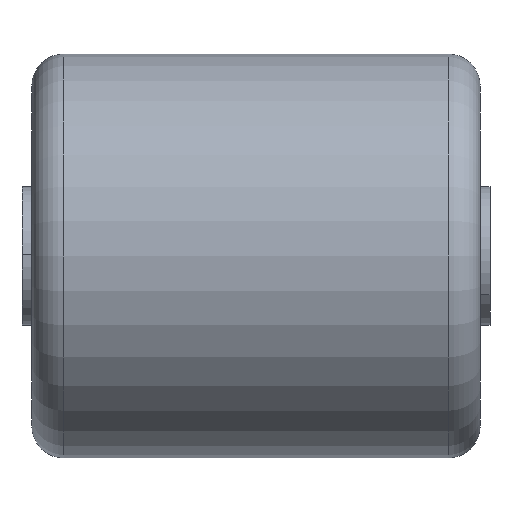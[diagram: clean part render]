
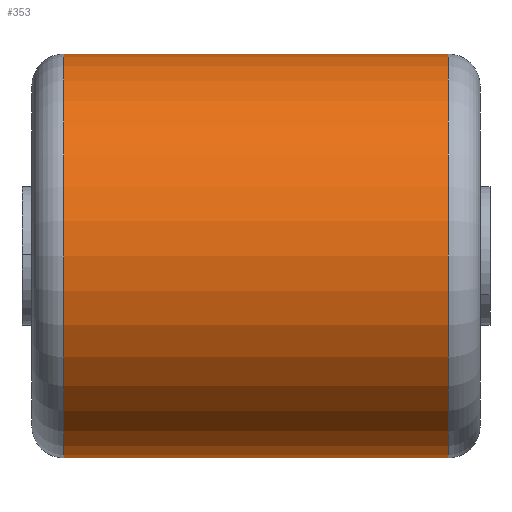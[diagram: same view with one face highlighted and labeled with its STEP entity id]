
A CAD part, front view. The second image highlights one B-rep face of the part: STEP entity #353.
In plain terms, the highlighted cylindrical face has radius 41 mm (diameter 82 mm), a partial arc.
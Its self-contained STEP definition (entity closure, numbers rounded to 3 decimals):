
#112 = CIRCLE ( 'NONE', #3705, 41. ) ;
#165 = DIRECTION ( 'NONE',  ( 0., 0., 1. ) ) ;
#334 = LINE ( 'NONE', #5402, #2777 ) ;
#353 = ADVANCED_FACE ( 'NONE', ( #4452 ), #5258, .T. ) ;
#371 = DIRECTION ( 'NONE',  ( -1., 0., 0. ) ) ;
#523 = ORIENTED_EDGE ( 'NONE', *, *, #2690, .T. ) ;
#624 = DIRECTION ( 'NONE',  ( 0., 0., -1. ) ) ;
#654 = CARTESIAN_POINT ( 'NONE',  ( -39., 0., 291.987 ) ) ;
#726 = VERTEX_POINT ( 'NONE', #3170 ) ;
#918 = VERTEX_POINT ( 'NONE', #3021 ) ;
#927 = CARTESIAN_POINT ( 'NONE',  ( -57.637, 0., 291.987 ) ) ;
#1135 = VERTEX_POINT ( 'NONE', #5193 ) ;
#1397 = EDGE_CURVE ( 'NONE', #1135, #3020, #334, .T. ) ;
#1576 = AXIS2_PLACEMENT_3D ( 'NONE', #927, #2656, #165 ) ;
#1696 = ORIENTED_EDGE ( 'NONE', *, *, #2588, .T. ) ;
#1877 = CARTESIAN_POINT ( 'NONE',  ( -39., 0., 332.987 ) ) ;
#1960 = DIRECTION ( 'NONE',  ( -1., 0., 0. ) ) ;
#1979 = LINE ( 'NONE', #3777, #3875 ) ;
#2362 = ORIENTED_EDGE ( 'NONE', *, *, #1397, .T. ) ;
#2541 = EDGE_CURVE ( 'NONE', #726, #918, #1979, .T. ) ;
#2579 = DIRECTION ( 'NONE',  ( -1., 0., 0. ) ) ;
#2588 = EDGE_CURVE ( 'NONE', #726, #1135, #3266, .T. ) ;
#2641 = DIRECTION ( 'NONE',  ( 0., 0., 1. ) ) ;
#2656 = DIRECTION ( 'NONE',  ( -1., 0., 0. ) ) ;
#2690 = EDGE_CURVE ( 'NONE', #3020, #918, #112, .T. ) ;
#2777 = VECTOR ( 'NONE', #1960, 1000. ) ;
#2945 = EDGE_LOOP ( 'NONE', ( #5277, #1696, #2362, #523 ) ) ;
#3020 = VERTEX_POINT ( 'NONE', #1877 ) ;
#3021 = CARTESIAN_POINT ( 'NONE',  ( -39., 0., 250.987 ) ) ;
#3170 = CARTESIAN_POINT ( 'NONE',  ( 39., 0., 250.987 ) ) ;
#3266 = CIRCLE ( 'NONE', #4323, 41. ) ;
#3705 = AXIS2_PLACEMENT_3D ( 'NONE', #654, #4491, #624 ) ;
#3777 = CARTESIAN_POINT ( 'NONE',  ( -57.637, 0., 250.987 ) ) ;
#3875 = VECTOR ( 'NONE', #371, 1000. ) ;
#3885 = CARTESIAN_POINT ( 'NONE',  ( 39., 0., 291.987 ) ) ;
#4323 = AXIS2_PLACEMENT_3D ( 'NONE', #3885, #2579, #2641 ) ;
#4452 = FACE_OUTER_BOUND ( 'NONE', #2945, .T. ) ;
#4491 = DIRECTION ( 'NONE',  ( 1., 0., 0. ) ) ;
#5193 = CARTESIAN_POINT ( 'NONE',  ( 39., 0., 332.987 ) ) ;
#5258 = CYLINDRICAL_SURFACE ( 'NONE', #1576, 41. ) ;
#5277 = ORIENTED_EDGE ( 'NONE', *, *, #2541, .F. ) ;
#5402 = CARTESIAN_POINT ( 'NONE',  ( -57.637, 0., 332.987 ) ) ;
